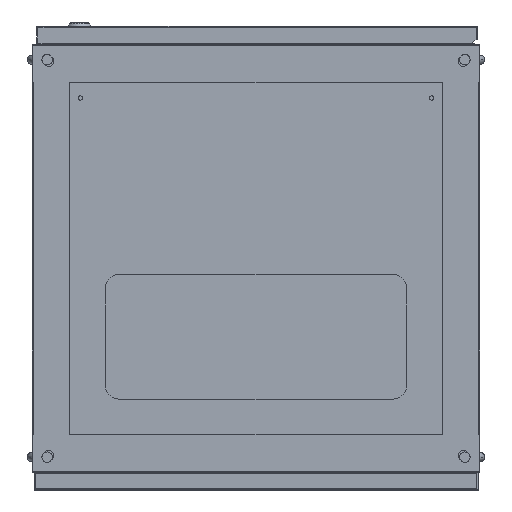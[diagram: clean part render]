
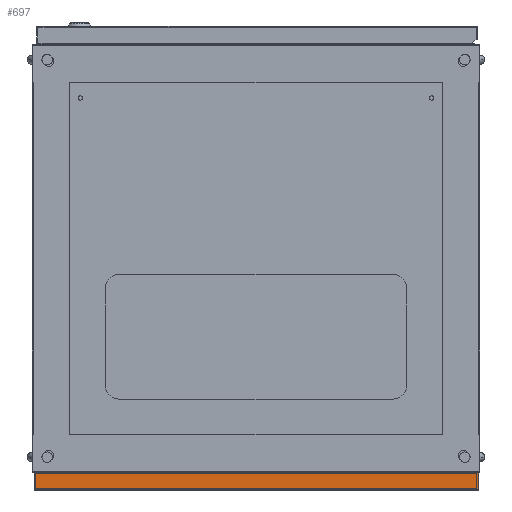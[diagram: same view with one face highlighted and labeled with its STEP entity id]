
A CAD part, front view. The second image highlights one B-rep face of the part: STEP entity #697.
In plain terms, the highlighted planar face has unit normal (0, -1, 0).
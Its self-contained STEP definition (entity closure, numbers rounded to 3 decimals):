
#697 = ADVANCED_FACE ( 'NONE', ( #80665 ), #13550, .T. ) ;
#981 = EDGE_CURVE ( 'NONE', #63435, #48787, #1491, .T. ) ;
#1491 = LINE ( 'NONE', #83795, #53238 ) ;
#3022 = DIRECTION ( 'NONE',  ( 0., 0., 1. ) ) ;
#3271 = EDGE_CURVE ( 'NONE', #48787, #36927, #74682, .T. ) ;
#4661 = VECTOR ( 'NONE', #61308, 1000. ) ;
#13550 = PLANE ( 'NONE',  #84906 ) ;
#13852 = CARTESIAN_POINT ( 'NONE',  ( -297.5, -997.5, -1.5 ) ) ;
#13860 = CARTESIAN_POINT ( 'NONE',  ( 297.5, -997.5, -1.5 ) ) ;
#14550 = ORIENTED_EDGE ( 'NONE', *, *, #53080, .F. ) ;
#24593 = VECTOR ( 'NONE', #71752, 1000. ) ;
#29116 = ORIENTED_EDGE ( 'NONE', *, *, #3271, .F. ) ;
#29508 = CARTESIAN_POINT ( 'NONE',  ( -297.5, -997.5, 0. ) ) ;
#29960 = CARTESIAN_POINT ( 'NONE',  ( -297.5, -997.5, 0. ) ) ;
#31501 = CARTESIAN_POINT ( 'NONE',  ( 297.5, -997.5, -24. ) ) ;
#36765 = EDGE_CURVE ( 'NONE', #60592, #36927, #56364, .T. ) ;
#36927 = VERTEX_POINT ( 'NONE', #43378 ) ;
#38970 = VECTOR ( 'NONE', #76969, 1000. ) ;
#40508 = DIRECTION ( 'NONE',  ( 0., -1., 0. ) ) ;
#43378 = CARTESIAN_POINT ( 'NONE',  ( 297.5, -997.5, 0. ) ) ;
#48787 = VERTEX_POINT ( 'NONE', #29508 ) ;
#53080 = EDGE_CURVE ( 'NONE', #60592, #63435, #60401, .T. ) ;
#53130 = ORIENTED_EDGE ( 'NONE', *, *, #981, .F. ) ;
#53238 = VECTOR ( 'NONE', #3022, 1000. ) ;
#56364 = LINE ( 'NONE', #13860, #4661 ) ;
#60401 = LINE ( 'NONE', #31501, #24593 ) ;
#60592 = VERTEX_POINT ( 'NONE', #68332 ) ;
#61308 = DIRECTION ( 'NONE',  ( 0., 0., 1. ) ) ;
#63435 = VERTEX_POINT ( 'NONE', #68175 ) ;
#68175 = CARTESIAN_POINT ( 'NONE',  ( -297.5, -997.5, -24. ) ) ;
#68332 = CARTESIAN_POINT ( 'NONE',  ( 297.5, -997.5, -24. ) ) ;
#69692 = ORIENTED_EDGE ( 'NONE', *, *, #36765, .T. ) ;
#71752 = DIRECTION ( 'NONE',  ( -1., 0., 0. ) ) ;
#74682 = LINE ( 'NONE', #29960, #38970 ) ;
#76969 = DIRECTION ( 'NONE',  ( 1., 0., 0. ) ) ;
#77169 = EDGE_LOOP ( 'NONE', ( #29116, #53130, #14550, #69692 ) ) ;
#80665 = FACE_OUTER_BOUND ( 'NONE', #77169, .T. ) ;
#83795 = CARTESIAN_POINT ( 'NONE',  ( -297.5, -997.5, -1.5 ) ) ;
#84906 = AXIS2_PLACEMENT_3D ( 'NONE', #13852, #40508, #87454 ) ;
#87454 = DIRECTION ( 'NONE',  ( 0., 0., -1. ) ) ;
